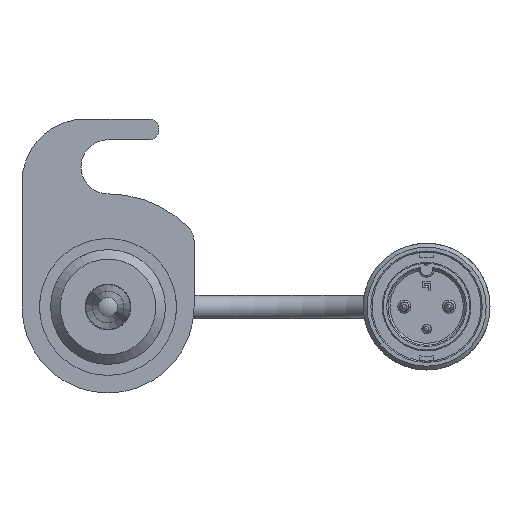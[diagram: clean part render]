
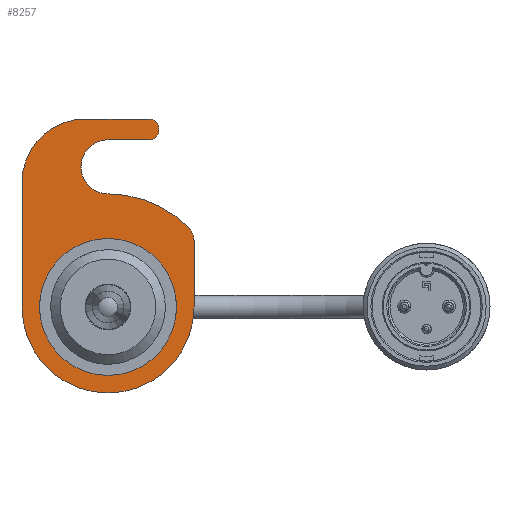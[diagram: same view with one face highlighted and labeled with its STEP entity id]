
A CAD part, left-side view. The second image highlights one B-rep face of the part: STEP entity #8257.
In plain terms, the highlighted planar face has unit normal (-1, 0, 0).
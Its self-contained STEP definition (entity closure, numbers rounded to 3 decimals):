
#716=LINE('',#18340,#1406);
#720=LINE('',#18352,#1410);
#724=LINE('',#18364,#1414);
#728=LINE('',#18376,#1418);
#732=LINE('',#18387,#1422);
#1406=VECTOR('',#11410,10.);
#1410=VECTOR('',#11422,10.);
#1414=VECTOR('',#11434,10.);
#1418=VECTOR('',#11446,10.);
#1422=VECTOR('',#11458,10.);
#1812=PLANE('',#9114);
#1897=FACE_BOUND('',#2869,.T.);
#2341=FACE_OUTER_BOUND('',#2868,.T.);
#2868=EDGE_LOOP('',(#7284,#7285,#7286,#7287,#7288,#7289,#7290,#7291,#7292,
#7293,#7294,#7295));
#2869=EDGE_LOOP('',(#7296));
#3247=CIRCLE('',#9084,10.75);
#3249=CIRCLE('',#9089,3.);
#3251=CIRCLE('',#9092,17.75);
#3253=CIRCLE('',#9095,4.25);
#3255=CIRCLE('',#9099,1.5);
#3257=CIRCLE('',#9103,1.5);
#3259=CIRCLE('',#9107,10.);
#3261=CIRCLE('',#9111,13.5);
#3987=VERTEX_POINT('',#18311);
#3989=VERTEX_POINT('',#18318);
#3990=VERTEX_POINT('',#18319);
#3993=VERTEX_POINT('',#18327);
#3995=VERTEX_POINT('',#18333);
#3997=VERTEX_POINT('',#18339);
#3999=VERTEX_POINT('',#18345);
#4001=VERTEX_POINT('',#18351);
#4003=VERTEX_POINT('',#18357);
#4005=VERTEX_POINT('',#18363);
#4007=VERTEX_POINT('',#18369);
#4009=VERTEX_POINT('',#18375);
#4011=VERTEX_POINT('',#18381);
#5074=EDGE_CURVE('',#3987,#3987,#3247,.T.);
#5076=EDGE_CURVE('',#3989,#3990,#3249,.T.);
#5080=EDGE_CURVE('',#3990,#3993,#3251,.T.);
#5083=EDGE_CURVE('',#3993,#3995,#3253,.T.);
#5086=EDGE_CURVE('',#3995,#3997,#716,.T.);
#5089=EDGE_CURVE('',#3997,#3999,#3255,.T.);
#5092=EDGE_CURVE('',#3999,#4001,#720,.T.);
#5095=EDGE_CURVE('',#4001,#4003,#3257,.T.);
#5098=EDGE_CURVE('',#4003,#4005,#724,.T.);
#5101=EDGE_CURVE('',#4005,#4007,#3259,.T.);
#5104=EDGE_CURVE('',#4007,#4009,#728,.T.);
#5107=EDGE_CURVE('',#4009,#4011,#3261,.T.);
#5110=EDGE_CURVE('',#4011,#3989,#732,.T.);
#7284=ORIENTED_EDGE('',*,*,#5110,.T.);
#7285=ORIENTED_EDGE('',*,*,#5076,.T.);
#7286=ORIENTED_EDGE('',*,*,#5080,.T.);
#7287=ORIENTED_EDGE('',*,*,#5083,.T.);
#7288=ORIENTED_EDGE('',*,*,#5086,.T.);
#7289=ORIENTED_EDGE('',*,*,#5089,.T.);
#7290=ORIENTED_EDGE('',*,*,#5092,.T.);
#7291=ORIENTED_EDGE('',*,*,#5095,.T.);
#7292=ORIENTED_EDGE('',*,*,#5098,.T.);
#7293=ORIENTED_EDGE('',*,*,#5101,.T.);
#7294=ORIENTED_EDGE('',*,*,#5104,.T.);
#7295=ORIENTED_EDGE('',*,*,#5107,.T.);
#7296=ORIENTED_EDGE('',*,*,#5074,.T.);
#8257=ADVANCED_FACE('',(#2341,#1897),#1812,.T.);
#9084=AXIS2_PLACEMENT_3D('',#18312,#11378,#11379);
#9089=AXIS2_PLACEMENT_3D('',#18320,#11388,#11389);
#9092=AXIS2_PLACEMENT_3D('',#18328,#11396,#11397);
#9095=AXIS2_PLACEMENT_3D('',#18334,#11403,#11404);
#9099=AXIS2_PLACEMENT_3D('',#18346,#11415,#11416);
#9103=AXIS2_PLACEMENT_3D('',#18358,#11427,#11428);
#9107=AXIS2_PLACEMENT_3D('',#18370,#11439,#11440);
#9111=AXIS2_PLACEMENT_3D('',#18382,#11451,#11452);
#9114=AXIS2_PLACEMENT_3D('',#18389,#11460,#11461);
#11378=DIRECTION('center_axis',(1.,0.,0.));
#11379=DIRECTION('ref_axis',(0.,1.,0.));
#11388=DIRECTION('center_axis',(-1.,0.,0.));
#11389=DIRECTION('ref_axis',(0.,-1.,0.));
#11396=DIRECTION('center_axis',(-1.,0.,0.));
#11397=DIRECTION('ref_axis',(0.,-0.712,0.702));
#11403=DIRECTION('center_axis',(1.,0.,0.));
#11404=DIRECTION('ref_axis',(0.,0.,
-1.));
#11410=DIRECTION('',(0.,-1.,0.));
#11415=DIRECTION('center_axis',(-1.,0.,0.));
#11416=DIRECTION('ref_axis',(0.,0.,
-1.));
#11422=DIRECTION('',(0.,0.,1.));
#11427=DIRECTION('center_axis',(-1.,0.,0.));
#11428=DIRECTION('ref_axis',(0.,-1.,0.));
#11434=DIRECTION('',(0.,1.,0.));
#11439=DIRECTION('center_axis',(-1.,0.,0.));
#11440=DIRECTION('ref_axis',(0.,0.,
1.));
#11446=DIRECTION('',(0.,0.,-1.));
#11451=DIRECTION('center_axis',(-1.,0.,0.));
#11452=DIRECTION('ref_axis',(0.,1.,0.));
#11458=DIRECTION('',(0.,0.,1.));
#11460=DIRECTION('center_axis',(-1.,0.,0.));
#11461=DIRECTION('ref_axis',(0.,1.,0.));
#18311=CARTESIAN_POINT('',(86.612,39.25,39.549));
#18312=CARTESIAN_POINT('Origin',(86.612,50.,39.549));
#18318=CARTESIAN_POINT('',(86.612,36.5,49.908));
#18319=CARTESIAN_POINT('',(86.612,37.364,52.015));
#18320=CARTESIAN_POINT('Origin',(86.612,39.5,49.908));
#18327=CARTESIAN_POINT('',(86.612,50.,57.299));
#18328=CARTESIAN_POINT('Origin',(86.612,50.,39.549));
#18333=CARTESIAN_POINT('',(86.612,50.,65.799));
#18334=CARTESIAN_POINT('Origin',(86.612,50.,61.549));
#18339=CARTESIAN_POINT('',(86.612,43.5,65.799));
#18340=CARTESIAN_POINT('',(86.612,50.,65.799));
#18345=CARTESIAN_POINT('',(86.612,42.,67.299));
#18346=CARTESIAN_POINT('Origin',(86.612,43.5,67.299));
#18351=CARTESIAN_POINT('',(86.612,42.,67.549));
#18352=CARTESIAN_POINT('',(86.612,42.,67.299));
#18357=CARTESIAN_POINT('',(86.612,43.5,69.049));
#18358=CARTESIAN_POINT('Origin',(86.612,43.5,67.549));
#18363=CARTESIAN_POINT('',(86.612,53.5,69.049));
#18364=CARTESIAN_POINT('',(86.612,43.5,69.049));
#18369=CARTESIAN_POINT('',(86.612,63.5,59.049));
#18370=CARTESIAN_POINT('Origin',(86.612,53.5,59.049));
#18375=CARTESIAN_POINT('',(86.612,63.5,39.549));
#18376=CARTESIAN_POINT('',(86.612,63.5,59.049));
#18381=CARTESIAN_POINT('',(86.612,36.5,39.549));
#18382=CARTESIAN_POINT('Origin',(86.612,50.,39.549));
#18387=CARTESIAN_POINT('',(86.612,36.5,39.549));
#18389=CARTESIAN_POINT('Origin',(86.612,50.937,50.363));
